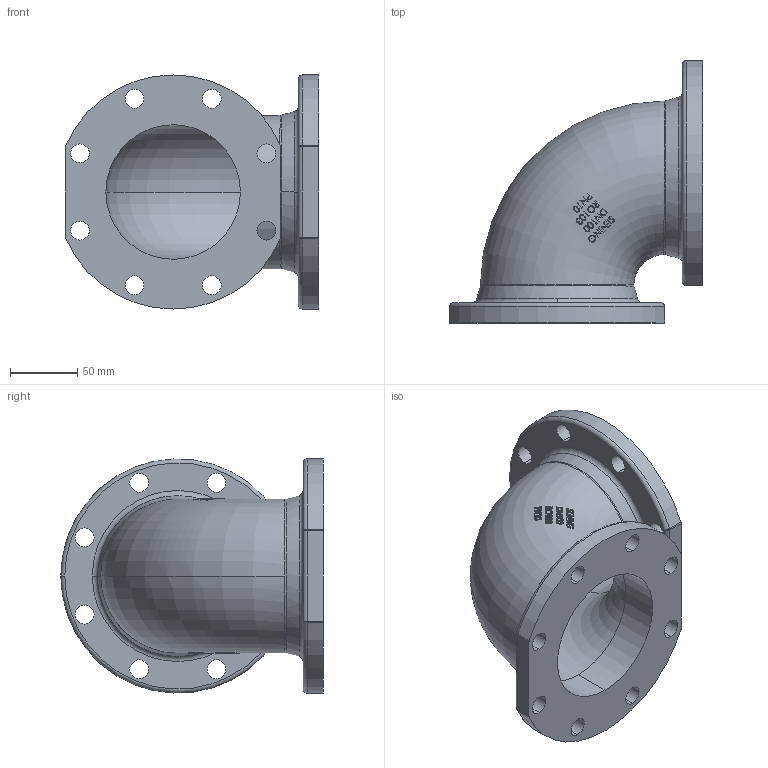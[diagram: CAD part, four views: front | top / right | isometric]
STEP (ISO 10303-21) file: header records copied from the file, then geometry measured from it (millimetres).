
FILE_DESCRIPTION (( 'STEP AP214' ), '1' );
FILE_NAME ('RO103_11667.STEP', '2012-09-24T11:17:50', ( 'Admin2' ), ( '' ), 'SwSTEP 2.0', 'SolidWorks 2010', '' );
FILE_SCHEMA (( 'AUTOMOTIVE_DESIGN' ));
Length unit declared in the file: millimetre
Products named in the file (1): RO103_11667
Bounding box: 188 x 195 x 174 mm (x, y, z)
Volume: 799419.4 mm3; surface area: 186631.2 mm2
Topology: 1 solids, 1 shells, 334 faces, 882 edges, 576 vertices
Faces by surface type: plane 123, bspline 108, cylinder 50, torus 43, sphere 6, cone 4
Entity records: 18015 total; most frequent: CARTESIAN_POINT 10397, ORIENTED_EDGE 1752, DIRECTION 1015, EDGE_CURVE 876, VERTEX_POINT 576, B_SPLINE_CURVE_WITH_KNOTS 456, EDGE_LOOP 400, AXIS2_PLACEMENT_3D 368
